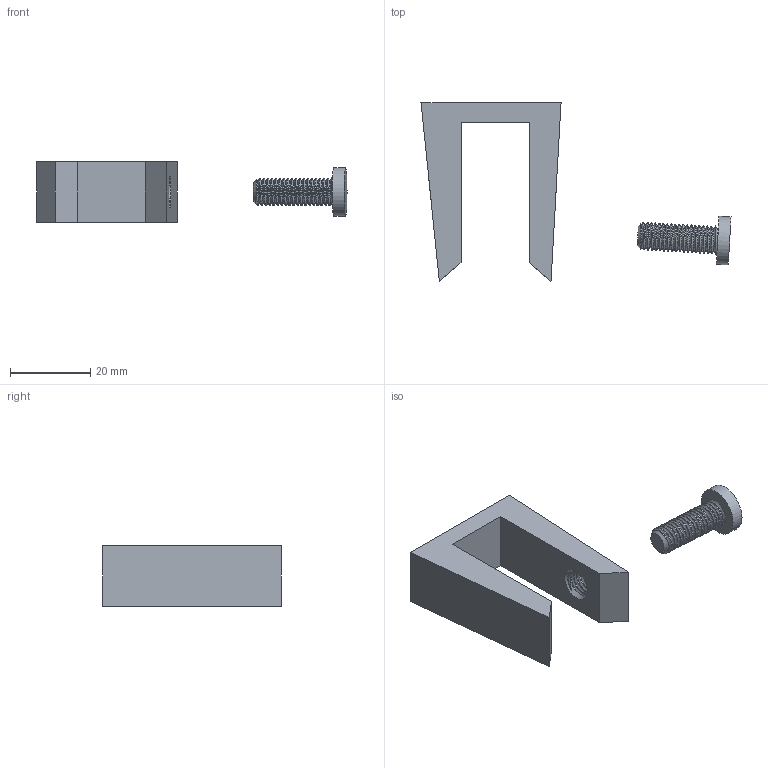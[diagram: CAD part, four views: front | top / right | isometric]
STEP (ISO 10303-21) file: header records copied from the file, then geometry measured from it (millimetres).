
FILE_DESCRIPTION(/* description */ (''),/* implementation_level */ '2;1');
FILE_NAME(/* name */ 'clamp v2.step',/* time_stamp */ '2025-07-01T21:54:33-04:00',/* author */ (''),/* organization */ (''),/* preprocessor_version */ 'ST-DEVELOPER v20.1',/* originating_system */ 'Autodesk Translation Framework v14.10.0.0',/* authorisation */ '');
FILE_SCHEMA (('AUTOMOTIVE_DESIGN { 1 0 10303 214 3 1 1 }'));
Length unit declared in the file: millimetre
Products named in the file (3): clamp; Component1; bolt
Assembly tree (2 placements, depth 2):
  clamp
    Component1
    bolt
Bounding box: 77.46 x 44.61 x 15 mm (x, y, z)
Volume: 11303.5 mm3; surface area: 5883.1 mm2
Topology: 2 solids, 2 shells, 72 faces, 203 edges, 136 vertices
Faces by surface type: cylinder 51, plane 13, bspline 5, cone 3
Full cylindrical faces by diameter (mm): 5.744 x11, 6.035 x2, 6.884 x7, 7.147 x1, 12 x1
Entity records: 6262 total; most frequent: CARTESIAN_POINT 4551, ORIENTED_EDGE 406, DIRECTION 237, EDGE_CURVE 203, VERTEX_POINT 136, B_SPLINE_CURVE_WITH_KNOTS 120, AXIS2_PLACEMENT_3D 82, EDGE_LOOP 75
